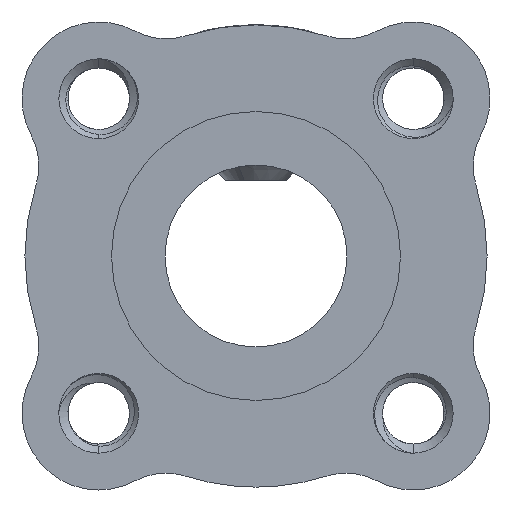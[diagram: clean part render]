
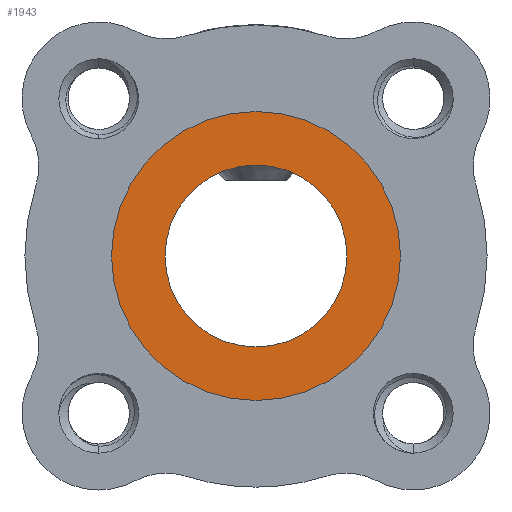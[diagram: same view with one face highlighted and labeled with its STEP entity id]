
A CAD part, front view. The second image highlights one B-rep face of the part: STEP entity #1943.
In plain terms, the highlighted planar face has unit normal (0, -1, 0).
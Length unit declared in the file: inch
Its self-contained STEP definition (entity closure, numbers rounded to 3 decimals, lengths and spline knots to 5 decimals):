
#503 = DIRECTION ( 'NONE',  ( 0., 0., 1. ) ) ;
#1410 = DIRECTION ( 'NONE',  ( 0., 1., 0. ) ) ;
#1943 = ADVANCED_FACE ( 'NONE', ( #7058, #15946 ), #12660, .F. ) ;
#1968 = CIRCLE ( 'NONE', #10688, 0.15748 ) ;
#2686 = EDGE_CURVE ( 'NONE', #5830, #5027, #5352, .T. ) ;
#2737 = DIRECTION ( 'NONE',  ( 0., 1., 0. ) ) ;
#2928 = ORIENTED_EDGE ( 'NONE', *, *, #11202, .F. ) ;
#3424 = ORIENTED_EDGE ( 'NONE', *, *, #13259, .T. ) ;
#3873 = AXIS2_PLACEMENT_3D ( 'NONE', #16579, #1410, #4231 ) ;
#4231 = DIRECTION ( 'NONE',  ( 0., 0., 1. ) ) ;
#5002 = CARTESIAN_POINT ( 'NONE',  ( 0., 0., 0. ) ) ;
#5027 = VERTEX_POINT ( 'NONE', #6928 ) ;
#5352 = CIRCLE ( 'NONE', #13867, 0.25 ) ;
#5749 = DIRECTION ( 'NONE',  ( 0., 0., 1. ) ) ;
#5830 = VERTEX_POINT ( 'NONE', #13086 ) ;
#6032 = VERTEX_POINT ( 'NONE', #10475 ) ;
#6543 = DIRECTION ( 'NONE',  ( 0., 0., 1. ) ) ;
#6928 = CARTESIAN_POINT ( 'NONE',  ( 0., 0., 0.25 ) ) ;
#7058 = FACE_BOUND ( 'NONE', #8920, .T. ) ;
#8733 = CARTESIAN_POINT ( 'NONE',  ( 0., 0., 0. ) ) ;
#8920 = EDGE_LOOP ( 'NONE', ( #10587, #3424 ) ) ;
#9837 = DIRECTION ( 'NONE',  ( 0., 1., 0. ) ) ;
#10018 = VERTEX_POINT ( 'NONE', #13122 ) ;
#10309 = DIRECTION ( 'NONE',  ( 0., 1., 0. ) ) ;
#10475 = CARTESIAN_POINT ( 'NONE',  ( 0., 0., 0.15748 ) ) ;
#10587 = ORIENTED_EDGE ( 'NONE', *, *, #14851, .T. ) ;
#10688 = AXIS2_PLACEMENT_3D ( 'NONE', #8733, #2737, #16852 ) ;
#11202 = EDGE_CURVE ( 'NONE', #5027, #5830, #18897, .T. ) ;
#12660 = PLANE ( 'NONE',  #19028 ) ;
#13086 = CARTESIAN_POINT ( 'NONE',  ( 0., 0., -0.25 ) ) ;
#13122 = CARTESIAN_POINT ( 'NONE',  ( 0., 0., -0.15748 ) ) ;
#13259 = EDGE_CURVE ( 'NONE', #10018, #6032, #1968, .T. ) ;
#13867 = AXIS2_PLACEMENT_3D ( 'NONE', #14990, #10309, #5749 ) ;
#14636 = AXIS2_PLACEMENT_3D ( 'NONE', #18865, #9837, #503 ) ;
#14851 = EDGE_CURVE ( 'NONE', #6032, #10018, #15229, .T. ) ;
#14990 = CARTESIAN_POINT ( 'NONE',  ( 0., 0., 0. ) ) ;
#15229 = CIRCLE ( 'NONE', #14636, 0.15748 ) ;
#15762 = DIRECTION ( 'NONE',  ( 0., 1., 0. ) ) ;
#15946 = FACE_OUTER_BOUND ( 'NONE', #18966, .T. ) ;
#16579 = CARTESIAN_POINT ( 'NONE',  ( 0., 0., 0. ) ) ;
#16852 = DIRECTION ( 'NONE',  ( 0., 0., 1. ) ) ;
#17043 = ORIENTED_EDGE ( 'NONE', *, *, #2686, .F. ) ;
#18865 = CARTESIAN_POINT ( 'NONE',  ( 0., 0., 0. ) ) ;
#18897 = CIRCLE ( 'NONE', #3873, 0.25 ) ;
#18966 = EDGE_LOOP ( 'NONE', ( #17043, #2928 ) ) ;
#19028 = AXIS2_PLACEMENT_3D ( 'NONE', #5002, #15762, #6543 ) ;
